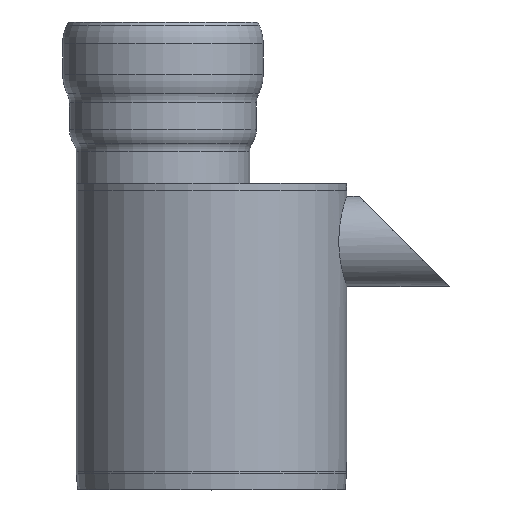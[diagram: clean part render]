
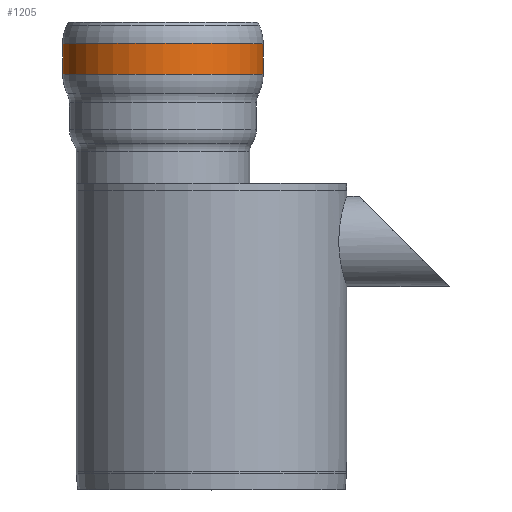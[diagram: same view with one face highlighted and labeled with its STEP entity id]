
A CAD part, top view. The second image highlights one B-rep face of the part: STEP entity #1205.
In plain terms, the highlighted cylindrical face has radius 590 mm (diameter 1180 mm), a full revolution.
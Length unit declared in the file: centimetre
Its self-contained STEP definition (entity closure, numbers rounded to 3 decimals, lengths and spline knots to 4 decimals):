
#110=FACE_OUTER_BOUND('',#178,.T.);
#178=EDGE_LOOP('',(#864,#865,#866,#867,#868,#869));
#262=LINE('',#1905,#340);
#340=VECTOR('',#1519,59.);
#437=CIRCLE('',#1301,59.);
#439=CIRCLE('',#1303,59.);
#440=CIRCLE('',#1305,59.);
#441=CIRCLE('',#1306,59.);
#524=VERTEX_POINT('',#1895);
#525=VERTEX_POINT('',#1896);
#526=VERTEX_POINT('',#1901);
#527=VERTEX_POINT('',#1902);
#652=EDGE_CURVE('',#524,#525,#437,.T.);
#654=EDGE_CURVE('',#525,#524,#439,.T.);
#655=EDGE_CURVE('',#526,#527,#440,.T.);
#656=EDGE_CURVE('',#527,#526,#441,.T.);
#657=EDGE_CURVE('',#527,#525,#262,.T.);
#864=ORIENTED_EDGE('',*,*,#655,.F.);
#865=ORIENTED_EDGE('',*,*,#656,.F.);
#866=ORIENTED_EDGE('',*,*,#657,.T.);
#867=ORIENTED_EDGE('',*,*,#654,.T.);
#868=ORIENTED_EDGE('',*,*,#652,.T.);
#869=ORIENTED_EDGE('',*,*,#657,.F.);
#1166=CYLINDRICAL_SURFACE('',#1304,59.);
#1205=ADVANCED_FACE('',(#110),#1166,.T.);
#1301=AXIS2_PLACEMENT_3D('',#1897,#1507,#1508);
#1303=AXIS2_PLACEMENT_3D('',#1899,#1511,#1512);
#1304=AXIS2_PLACEMENT_3D('',#1900,#1513,#1514);
#1305=AXIS2_PLACEMENT_3D('',#1903,#1515,#1516);
#1306=AXIS2_PLACEMENT_3D('',#1904,#1517,#1518);
#1507=DIRECTION('center_axis',(0.,-1.,0.));
#1508=DIRECTION('ref_axis',(-1.,0.,0.));
#1511=DIRECTION('center_axis',(0.,-1.,0.));
#1512=DIRECTION('ref_axis',(-1.,0.,0.));
#1513=DIRECTION('center_axis',(0.,-1.,0.));
#1514=DIRECTION('ref_axis',(-1.,0.,0.));
#1515=DIRECTION('center_axis',(0.,-1.,0.));
#1516=DIRECTION('ref_axis',(-1.,0.,0.));
#1517=DIRECTION('center_axis',(0.,-1.,0.));
#1518=DIRECTION('ref_axis',(-1.,0.,0.));
#1519=DIRECTION('',(0.,1.,0.));
#1895=CARTESIAN_POINT('',(791.1995,573.4547,59.));
#1896=CARTESIAN_POINT('',(850.1995,573.4547,0.));
#1897=CARTESIAN_POINT('Origin',(791.1995,573.4547,0.));
#1899=CARTESIAN_POINT('Origin',(791.1995,573.4547,0.));
#1900=CARTESIAN_POINT('Origin',(791.1995,564.3736,0.));
#1901=CARTESIAN_POINT('',(791.1995,555.2926,59.));
#1902=CARTESIAN_POINT('',(850.1995,555.2926,0.));
#1903=CARTESIAN_POINT('Origin',(791.1995,555.2926,0.));
#1904=CARTESIAN_POINT('Origin',(791.1995,555.2926,0.));
#1905=CARTESIAN_POINT('',(850.1995,564.3736,0.));
